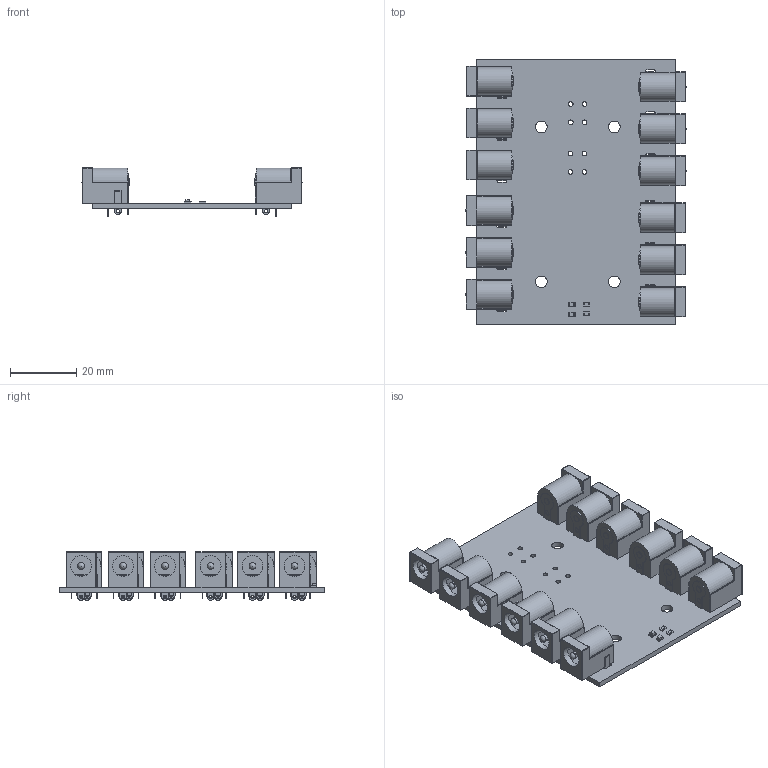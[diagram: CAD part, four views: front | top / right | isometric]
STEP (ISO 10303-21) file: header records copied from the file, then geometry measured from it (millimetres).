
FILE_DESCRIPTION(('KiCad electronic assembly'),'2;1');
FILE_NAME('POWER-DB-OZ-HORNET.step','2025-01-11T07:03:03',('Pcbnew'),( 'Kicad'),'Open CASCADE STEP processor 7.8','KiCad to STEP converter' ,'Unknown');
FILE_SCHEMA(('AUTOMOTIVE_DESIGN { 1 0 10303 214 1 1 1 1 }'));
Length unit declared in the file: millimetre
Products named in the file (8): POWER-DB-OZ-HORNET 1; BarrelJack_Horizontal; R_0805_2012Metric; LED_0805_2012Metric; POWER-DB-OZ-HORNET_PCB
Assembly tree (20 placements, depth 3):
  POWER-DB-OZ-HORNET 1
    BarrelJack_Horizontal  x12
      BarrelJack_Horizontal
    R_0805_2012Metric  x2
      R_0805_2012Metric
    LED_0805_2012Metric  x2
      LED_0805_2012Metric
    POWER-DB-OZ-HORNET_PCB
Bounding box: 66.3 x 80 x 14.6 mm (x, y, z)
Volume: 15882.6 mm3; surface area: 28059 mm2
Topology: 65 solids, 65 shells, 1214 faces, 2898 edges, 1792 vertices
Faces by surface type: plane 726, cylinder 404, sphere 60, extrusion 24
Full cylindrical faces by diameter (mm): 1 x24, 1.4 x8, 1.5 x24, 2 x24, 3.5 x4, 6.3 x12
Entity records: 11358 total; most frequent: DIRECTION 1754, CARTESIAN_POINT 1748, ORIENTED_EDGE 1688, EDGE_CURVE 844, VECTOR 592, LINE 590, AXIS2_PLACEMENT_3D 581, VERTEX_POINT 551
